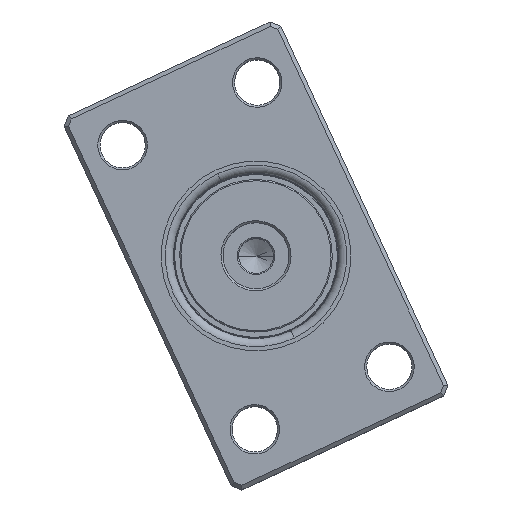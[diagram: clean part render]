
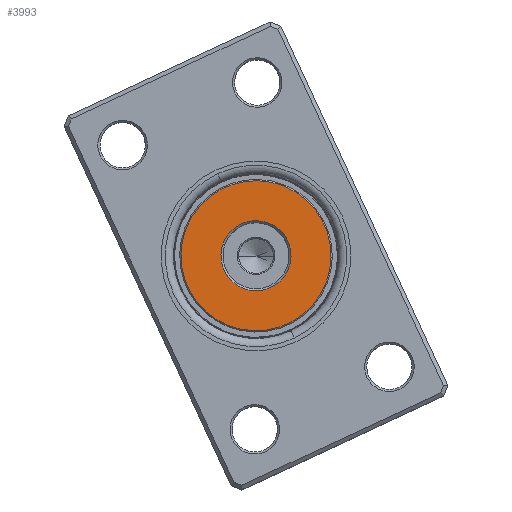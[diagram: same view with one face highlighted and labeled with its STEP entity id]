
A CAD part, top view. The second image highlights one B-rep face of the part: STEP entity #3993.
In plain terms, the highlighted face is planar.
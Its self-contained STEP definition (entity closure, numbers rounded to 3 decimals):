
#261 = VERTEX_POINT ( 'NONE', #1071 ) ;
#719 = CARTESIAN_POINT ( 'NONE',  ( 0., 0., 0. ) ) ;
#1071 = CARTESIAN_POINT ( 'NONE',  ( 18.2, 0., 0. ) ) ;
#1727 = CARTESIAN_POINT ( 'NONE',  ( -8.5, 0., 0. ) ) ;
#2943 = EDGE_CURVE ( 'NONE', #261, #49963, #45921, .T. ) ;
#3319 = DIRECTION ( 'NONE',  ( 0., 0., 1. ) ) ;
#3993 = ADVANCED_FACE ( 'NONE', ( #45827, #35153 ), #46204, .F. ) ;
#4139 = DIRECTION ( 'NONE',  ( 0., 0., 1. ) ) ;
#9436 = DIRECTION ( 'NONE',  ( 0., 0., -1. ) ) ;
#11743 = ORIENTED_EDGE ( 'NONE', *, *, #33670, .T. ) ;
#11842 = AXIS2_PLACEMENT_3D ( 'NONE', #45297, #25596, #29283 ) ;
#14878 = DIRECTION ( 'NONE',  ( 1., 0., 0. ) ) ;
#16375 = EDGE_CURVE ( 'NONE', #49963, #261, #28465, .T. ) ;
#17735 = ORIENTED_EDGE ( 'NONE', *, *, #2943, .T. ) ;
#18029 = AXIS2_PLACEMENT_3D ( 'NONE', #40174, #4139, #48097 ) ;
#18437 = AXIS2_PLACEMENT_3D ( 'NONE', #34441, #3319, #14878 ) ;
#19693 = DIRECTION ( 'NONE',  ( 0., 0., -1. ) ) ;
#22606 = EDGE_LOOP ( 'NONE', ( #17735, #47950 ) ) ;
#24995 = EDGE_CURVE ( 'NONE', #37149, #29213, #49045, .T. ) ;
#25596 = DIRECTION ( 'NONE',  ( 0., 0., 1. ) ) ;
#28465 = CIRCLE ( 'NONE', #36801, 18.2 ) ;
#29213 = VERTEX_POINT ( 'NONE', #31852 ) ;
#29283 = DIRECTION ( 'NONE',  ( 1., 0., 0. ) ) ;
#29515 = EDGE_LOOP ( 'NONE', ( #41351, #11743 ) ) ;
#31852 = CARTESIAN_POINT ( 'NONE',  ( 8.5, 0., 0. ) ) ;
#33670 = EDGE_CURVE ( 'NONE', #29213, #37149, #38415, .T. ) ;
#34441 = CARTESIAN_POINT ( 'NONE',  ( 0., 0., 0. ) ) ;
#35153 = FACE_BOUND ( 'NONE', #29515, .T. ) ;
#36254 = CARTESIAN_POINT ( 'NONE',  ( 0., 0., 0. ) ) ;
#36801 = AXIS2_PLACEMENT_3D ( 'NONE', #36254, #19693, #51896 ) ;
#37149 = VERTEX_POINT ( 'NONE', #1727 ) ;
#37601 = DIRECTION ( 'NONE',  ( 1., 0., 0. ) ) ;
#38415 = CIRCLE ( 'NONE', #11842, 8.5 ) ;
#40174 = CARTESIAN_POINT ( 'NONE',  ( 0., 0., 0. ) ) ;
#41351 = ORIENTED_EDGE ( 'NONE', *, *, #24995, .T. ) ;
#42680 = CARTESIAN_POINT ( 'NONE',  ( -18.2, 0., 0. ) ) ;
#45297 = CARTESIAN_POINT ( 'NONE',  ( 0., 0., 0. ) ) ;
#45827 = FACE_OUTER_BOUND ( 'NONE', #22606, .T. ) ;
#45921 = CIRCLE ( 'NONE', #47754, 18.2 ) ;
#46204 = PLANE ( 'NONE',  #18437 ) ;
#47754 = AXIS2_PLACEMENT_3D ( 'NONE', #719, #9436, #37601 ) ;
#47950 = ORIENTED_EDGE ( 'NONE', *, *, #16375, .T. ) ;
#48097 = DIRECTION ( 'NONE',  ( 1., 0., 0. ) ) ;
#49045 = CIRCLE ( 'NONE', #18029, 8.5 ) ;
#49963 = VERTEX_POINT ( 'NONE', #42680 ) ;
#51896 = DIRECTION ( 'NONE',  ( 1., 0., 0. ) ) ;
